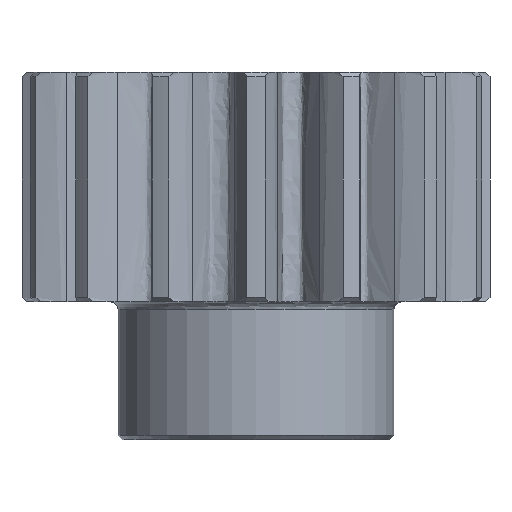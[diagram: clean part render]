
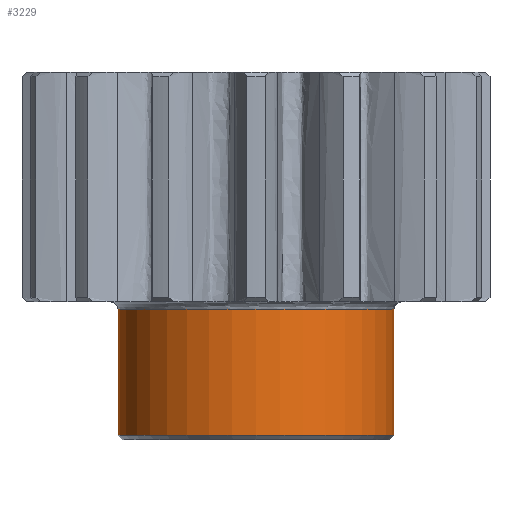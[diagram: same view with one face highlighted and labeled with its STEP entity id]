
A CAD part, front view. The second image highlights one B-rep face of the part: STEP entity #3229.
In plain terms, the highlighted cylindrical face has radius 15 mm (diameter 30 mm), a partial arc.
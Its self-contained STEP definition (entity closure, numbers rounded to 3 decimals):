
#217 = DIRECTION ( 'NONE',  ( 1., 0., 0. ) ) ;
#218 = DIRECTION ( 'NONE',  ( 0., 0., 1. ) ) ;
#238 = CARTESIAN_POINT ( 'NONE',  ( 0., 0., -27.5 ) ) ;
#612 = AXIS2_PLACEMENT_3D ( 'NONE', #4153, #4152, #4151 ) ;
#644 = AXIS2_PLACEMENT_3D ( 'NONE', #238, #218, #217 ) ;
#677 = AXIS2_PLACEMENT_3D ( 'NONE', #4728, #4726, #4725 ) ;
#688 = EDGE_CURVE ( 'NONE', #1247, #1547, #3739, .T. ) ;
#708 = EDGE_CURVE ( 'NONE', #1872, #1547, #3349, .T. ) ;
#774 = EDGE_CURVE ( 'NONE', #1715, #1247, #3903, .T. ) ;
#888 = EDGE_CURVE ( 'NONE', #1872, #1715, #3775, .T. ) ;
#1157 = ORIENTED_EDGE ( 'NONE', *, *, #888, .T. ) ;
#1247 = VERTEX_POINT ( 'NONE', #2010 ) ;
#1408 = ORIENTED_EDGE ( 'NONE', *, *, #688, .T. ) ;
#1420 = ORIENTED_EDGE ( 'NONE', *, *, #708, .F. ) ;
#1547 = VERTEX_POINT ( 'NONE', #1985 ) ;
#1568 = ORIENTED_EDGE ( 'NONE', *, *, #774, .T. ) ;
#1715 = VERTEX_POINT ( 'NONE', #3026 ) ;
#1872 = VERTEX_POINT ( 'NONE', #2981 ) ;
#1985 = CARTESIAN_POINT ( 'NONE',  ( -15., 0., -13.3 ) ) ;
#2010 = CARTESIAN_POINT ( 'NONE',  ( 15., 0., -13.3 ) ) ;
#2981 = CARTESIAN_POINT ( 'NONE',  ( -15., 0., -27. ) ) ;
#3026 = CARTESIAN_POINT ( 'NONE',  ( 15., 0., -27. ) ) ;
#3229 = ADVANCED_FACE ( 'NONE', ( #3729 ), #3683, .T. ) ;
#3324 = VECTOR ( 'NONE', #4667, 1000. ) ;
#3349 = LINE ( 'NONE', #4677, #3324 ) ;
#3371 = VECTOR ( 'NONE', #4804, 1000. ) ;
#3409 = EDGE_LOOP ( 'NONE', ( #1420, #1157, #1568, #1408 ) ) ;
#3683 = CYLINDRICAL_SURFACE ( 'NONE', #644, 15. ) ;
#3729 = FACE_OUTER_BOUND ( 'NONE', #3409, .T. ) ;
#3739 = CIRCLE ( 'NONE', #677, 15. ) ;
#3775 = CIRCLE ( 'NONE', #612, 15. ) ;
#3903 = LINE ( 'NONE', #4805, #3371 ) ;
#4151 = DIRECTION ( 'NONE',  ( 1., 0., 0. ) ) ;
#4152 = DIRECTION ( 'NONE',  ( 0., 0., 1. ) ) ;
#4153 = CARTESIAN_POINT ( 'NONE',  ( 0., 0., -27. ) ) ;
#4667 = DIRECTION ( 'NONE',  ( 0., 0., 1. ) ) ;
#4677 = CARTESIAN_POINT ( 'NONE',  ( -15., 0., -27.5 ) ) ;
#4725 = DIRECTION ( 'NONE',  ( 1., 0., 0. ) ) ;
#4726 = DIRECTION ( 'NONE',  ( 0., 0., -1. ) ) ;
#4728 = CARTESIAN_POINT ( 'NONE',  ( 0., 0., -13.3 ) ) ;
#4804 = DIRECTION ( 'NONE',  ( 0., 0., 1. ) ) ;
#4805 = CARTESIAN_POINT ( 'NONE',  ( 15., 0., -27.5 ) ) ;
